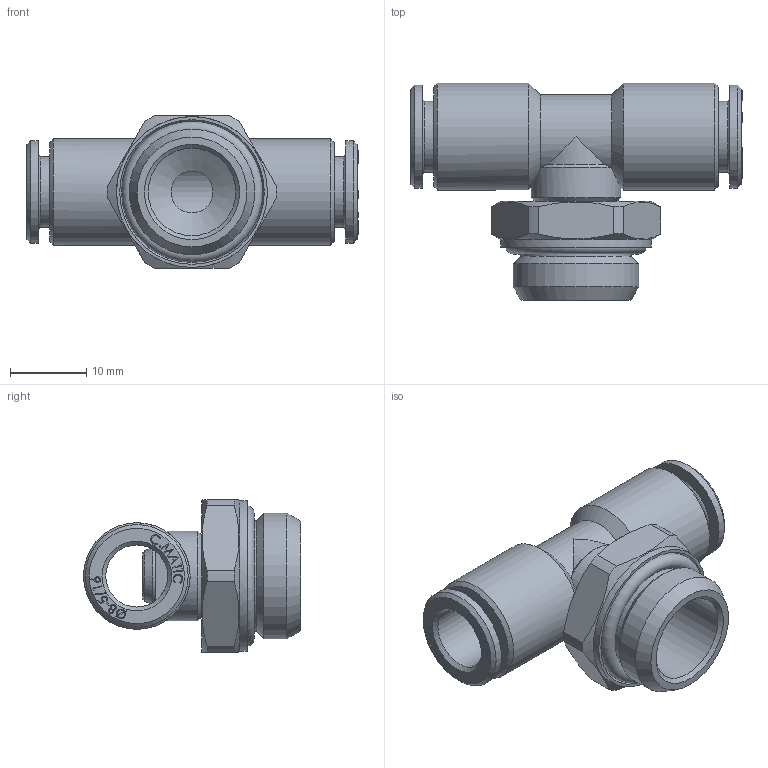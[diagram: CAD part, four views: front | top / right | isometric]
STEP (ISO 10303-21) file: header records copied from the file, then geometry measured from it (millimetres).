
FILE_DESCRIPTION(/* description */ ('STEP AP214'),/* implementation_level */ '2;1');
FILE_NAME(/* name */ 'B0120043',/* time_stamp */ '2023-03-31T10:38:02+02:00',/* author */ ('License CC BY-ND 4.0'),/* organization */ ('CADENAS'),/* preprocessor_version */ 'ST-DEVELOPER v19.3',/* originating_system */ 'PARTsolutions',/* authorisation */ ' ');
FILE_SCHEMA (('AUTOMOTIVE_DESIGN {1 0 10303 214 3 1 1}'));
Length unit declared in the file: millimetre
Products named in the file (3): B0120043; B0120043_PART2; B0120043_PART1
Assembly tree (2 placements, depth 2):
  B0120043
    B0120043_PART2
    B0120043_PART1
Bounding box: 43.6 x 28.5 x 20 mm (x, y, z)
Volume: 6054.6 mm3; surface area: 5719.2 mm2
Topology: 2 solids, 2 shells, 397 faces, 1024 edges, 677 vertices
Faces by surface type: plane 212, bspline 136, cylinder 25, cone 23, torus 1
Full cylindrical faces by diameter (mm): 5.5 x1, 7.6 x1, 8.15 x1, 9.3 x2, 11.5 x1, 11.8 x1, 13.5 x2, 14 x2, 14.5 x1, 16.5 x1, 19.8 x1
Entity records: 21948 total; most frequent: CARTESIAN_POINT 10553, ORIENTED_EDGE 1948, DIRECTION 1284, EDGE_CURVE 974, VERTEX_POINT 665, LINE 604, VECTOR 604, FACE_BOUND 485
